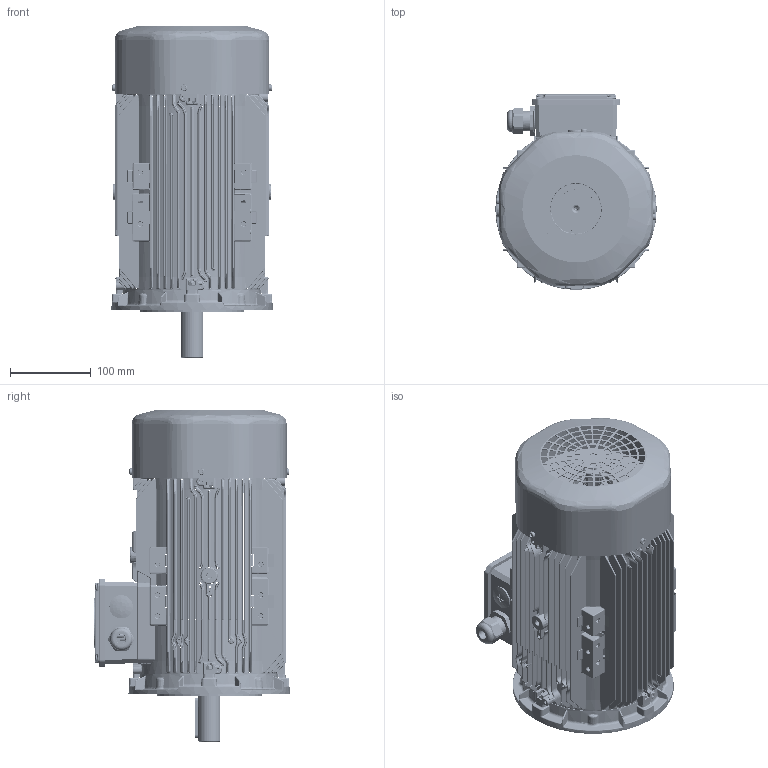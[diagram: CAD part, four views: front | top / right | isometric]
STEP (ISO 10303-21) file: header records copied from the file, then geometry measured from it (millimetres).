
FILE_DESCRIPTION(/* description */ (''),/* implementation_level */ '2;1');
FILE_NAME(/* name */ 'QH100 B14b KTA-M2_stp.stp',/* time_stamp */ '2024-08-01T14:15:24+03:00',/* author */ (''),/* organization */ (''),/* preprocessor_version */ 'ST-DEVELOPER v18.102',/* originating_system */ 'SIEMENS PLM Software NX2206.8101',/* authorisation */ '');
FILE_SCHEMA (('AUTOMOTIVE_DESIGN { 1 0 10303 214 3 1 1 1 }'));
Products named in the file (1): QH100 B35 KTA-M2_stp_objects
Bounding box: 200 x 242.57 x 411.25 mm (x, y, z)
Surface area: 728799.7 mm2 (no closed solid volume)
Topology: 0 solids, 112 shells, 5435 faces, 17267 edges, 11199 vertices
Faces by surface type: cylinder 2015, plane 1185, torus 1042, bspline 862, cone 233, sphere 98
Full cylindrical faces by diameter (mm): 4.5 x1, 5 x1, 8 x8, 8.5 x4, 10 x1, 10.5 x1, 11.5 x4, 23.4 x1, 24 x1, 25 x1, 27.4 x1, 28 x1, 29 x1, 30 x1, 43.9 x1, 44.1 x1, 52 x1, 57.4 x1, 61 x1, 72 x2, 78 x1, 130 x1, 166 x1
Entity records: 218937 total; most frequent: CARTESIAN_POINT 81780, ORIENTED_EDGE 26951, DIRECTION 22894, EDGE_CURVE 16849, VERTEX_POINT 11080, AXIS2_PLACEMENT_3D 8783, B_SPLINE_CURVE_WITH_KNOTS 7073, EDGE_LOOP 5911
